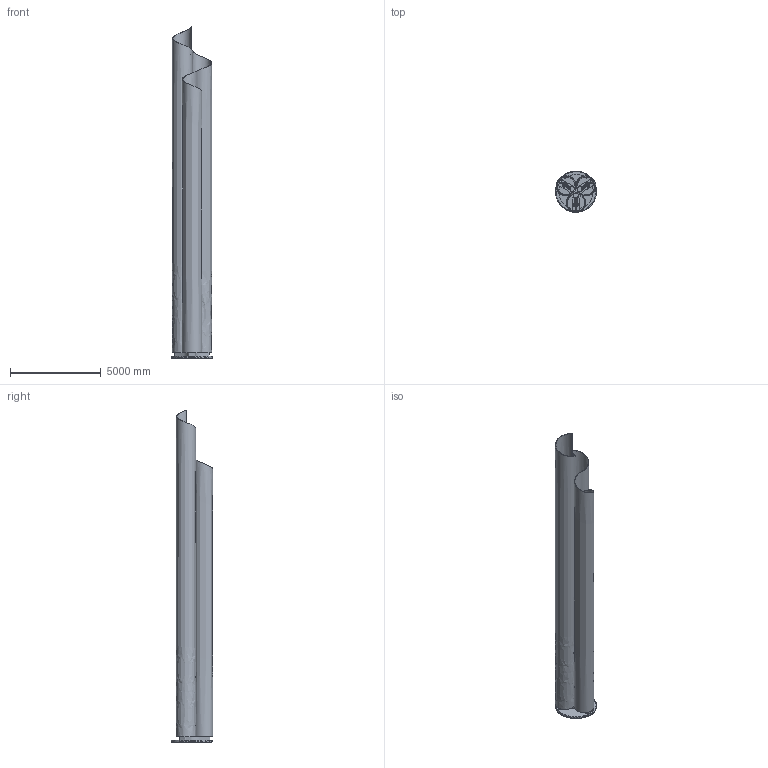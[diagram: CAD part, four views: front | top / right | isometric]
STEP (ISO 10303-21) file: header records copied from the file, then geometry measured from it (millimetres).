
FILE_DESCRIPTION(/* description */ (''),/* implementation_level */ '2;1');
FILE_NAME(/* name */ 'Chimera fluo',/* time_stamp */ '2010-05-17T11:29:31+02:00',/* author */ (''),/* organization */ (''),/* preprocessor_version */ 'ST-DEVELOPER v10',/* originating_system */ '',/* authorisation */ '');
FILE_SCHEMA (('CONFIG_CONTROL_DESIGN'));
Length unit declared in the file: centimetre
Products named in the file (1): 1
Bounding box: 2257.78 x 2293.94 x 18296.32 mm (x, y, z)
Volume: 4318542252.4 mm3; surface area: 371748416.8 mm2
Topology: 4 solids, 5 shells, 102 faces, 238 edges, 152 vertices
Faces by surface type: bspline 102
Entity records: 10771 total; most frequent: CARTESIAN_POINT 9369, ORIENTED_EDGE 468, EDGE_CURVE 238, VERTEX_POINT 152, EDGE_LOOP 110, ADVANCED_FACE 102, FACE_OUTER_BOUND 102, B_SPLINE_CURVE_WITH_KNOTS 85
